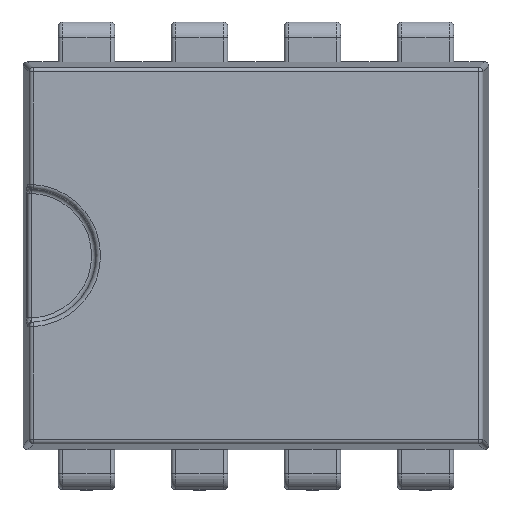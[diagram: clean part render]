
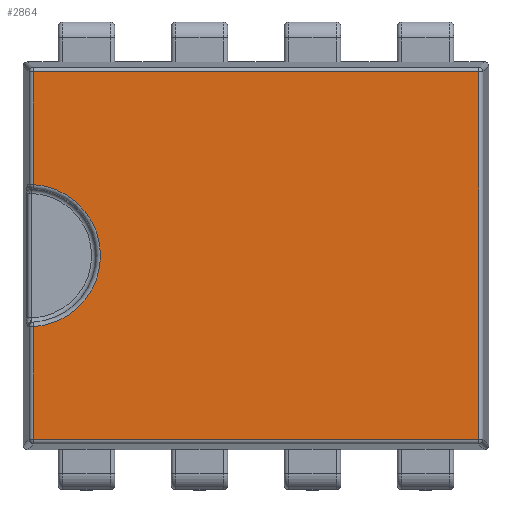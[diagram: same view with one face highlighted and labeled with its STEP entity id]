
A CAD part, top view. The second image highlights one B-rep face of the part: STEP entity #2864.
In plain terms, the highlighted planar face has unit normal (0, 0, 1).
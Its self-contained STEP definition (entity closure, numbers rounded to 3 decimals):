
#131=PLANE('',#3174);
#239=FACE_OUTER_BOUND('',#413,.T.);
#413=EDGE_LOOP('',(#2202,#2203,#2204,#2205,#2206,#2207));
#696=LINE('',#5204,#944);
#697=LINE('',#5208,#945);
#698=LINE('',#5210,#946);
#699=LINE('',#5212,#947);
#700=LINE('',#5213,#948);
#944=VECTOR('',#3828,10.);
#945=VECTOR('',#3833,10.);
#946=VECTOR('',#3834,10.);
#947=VECTOR('',#3835,10.);
#948=VECTOR('',#3836,10.);
#1086=CIRCLE('',#3164,1.6);
#1331=VERTEX_POINT('',#5160);
#1332=VERTEX_POINT('',#5162);
#1338=VERTEX_POINT('',#5203);
#1339=VERTEX_POINT('',#5207);
#1340=VERTEX_POINT('',#5209);
#1341=VERTEX_POINT('',#5211);
#1658=EDGE_CURVE('',#1332,#1331,#1086,.T.);
#1668=EDGE_CURVE('',#1331,#1338,#696,.T.);
#1670=EDGE_CURVE('',#1339,#1332,#697,.T.);
#1671=EDGE_CURVE('',#1340,#1339,#698,.T.);
#1672=EDGE_CURVE('',#1341,#1340,#699,.T.);
#1673=EDGE_CURVE('',#1338,#1341,#700,.T.);
#2202=ORIENTED_EDGE('',*,*,#1658,.F.);
#2203=ORIENTED_EDGE('',*,*,#1670,.F.);
#2204=ORIENTED_EDGE('',*,*,#1671,.F.);
#2205=ORIENTED_EDGE('',*,*,#1672,.F.);
#2206=ORIENTED_EDGE('',*,*,#1673,.F.);
#2207=ORIENTED_EDGE('',*,*,#1668,.F.);
#2864=ADVANCED_FACE('',(#239),#131,.T.);
#3164=AXIS2_PLACEMENT_3D('',#5164,#3805,#3806);
#3174=AXIS2_PLACEMENT_3D('',#5206,#3831,#3832);
#3805=DIRECTION('center_axis',(0.,0.,1.));
#3806=DIRECTION('ref_axis',(1.,0.,0.));
#3828=DIRECTION('',(0.,1.,0.));
#3831=DIRECTION('center_axis',(0.,0.,1.));
#3832=DIRECTION('ref_axis',(1.,0.,0.));
#3833=DIRECTION('',(0.,1.,0.));
#3834=DIRECTION('',(-1.,0.,0.));
#3835=DIRECTION('',(0.,-1.,0.));
#3836=DIRECTION('',(1.,0.,0.));
#5160=CARTESIAN_POINT('',(-0.772,6.957,3.85));
#5162=CARTESIAN_POINT('',(-0.772,3.763,3.85));
#5164=CARTESIAN_POINT('Origin',(-0.865,5.36,3.85));
#5203=CARTESIAN_POINT('',(-0.772,9.492,3.85));
#5204=CARTESIAN_POINT('',(-0.772,6.45,3.85));
#5206=CARTESIAN_POINT('Origin',(4.23,5.36,3.85));
#5207=CARTESIAN_POINT('',(-0.772,1.228,3.85));
#5208=CARTESIAN_POINT('',(-0.772,6.45,3.85));
#5209=CARTESIAN_POINT('',(9.232,1.228,3.85));
#5210=CARTESIAN_POINT('',(2.923,1.228,3.85));
#5211=CARTESIAN_POINT('',(9.232,9.492,3.85));
#5212=CARTESIAN_POINT('',(9.232,4.27,3.85));
#5213=CARTESIAN_POINT('',(5.538,9.492,3.85));
